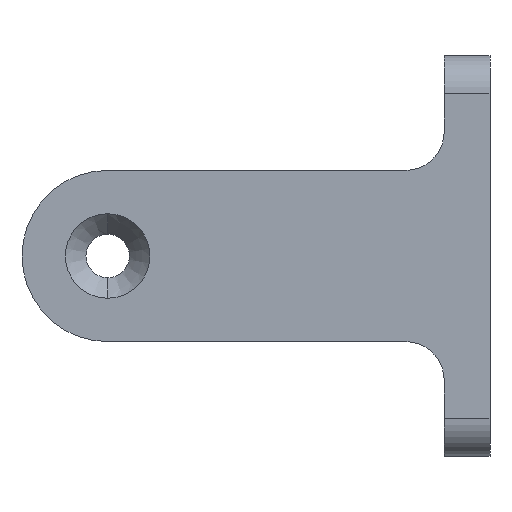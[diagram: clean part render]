
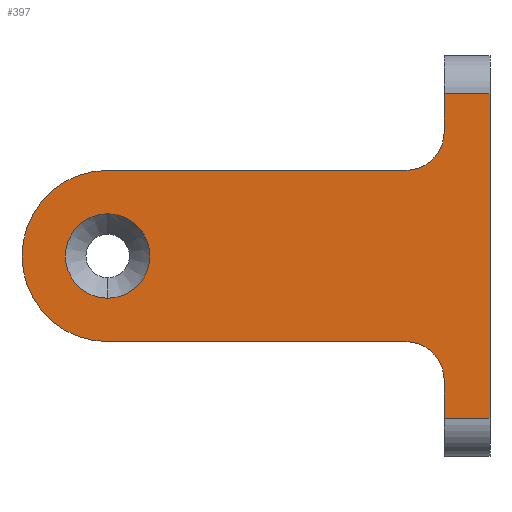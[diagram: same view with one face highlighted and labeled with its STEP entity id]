
A CAD part, left-side view. The second image highlights one B-rep face of the part: STEP entity #397.
In plain terms, the highlighted planar face has unit normal (-1, 0, 0).
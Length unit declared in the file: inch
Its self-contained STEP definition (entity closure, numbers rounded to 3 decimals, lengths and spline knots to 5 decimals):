
#3 = CARTESIAN_POINT ( 'NONE',  ( -0.655, 0.15, 0.655 ) ) ;
#23 = AXIS2_PLACEMENT_3D ( 'NONE', #619, #1360, #1351 ) ;
#24 = CIRCLE ( 'NONE', #548, 0.125 ) ;
#51 = AXIS2_PLACEMENT_3D ( 'NONE', #1910, #1581, #1358 ) ;
#54 = CARTESIAN_POINT ( 'NONE',  ( -0.655, 0.275, 0.405 ) ) ;
#70 = VECTOR ( 'NONE', #1686, 39.37008 ) ;
#74 = LINE ( 'NONE', #1585, #70 ) ;
#80 = CIRCLE ( 'NONE', #443, 0.138 ) ;
#115 = CARTESIAN_POINT ( 'NONE',  ( -0.655, 1.25, -0.138 ) ) ;
#180 = FACE_BOUND ( 'NONE', #1152, .T. ) ;
#188 = CIRCLE ( 'NONE', #51, 0.28 ) ;
#197 = FACE_OUTER_BOUND ( 'NONE', #966, .T. ) ;
#206 = CARTESIAN_POINT ( 'NONE',  ( -0.655, 0.15, 0.655 ) ) ;
#308 = CARTESIAN_POINT ( 'NONE',  ( -0.655, 0.15, 0.53033 ) ) ;
#352 = DIRECTION ( 'NONE',  ( 0., 0., 1. ) ) ;
#394 = EDGE_CURVE ( 'NONE', #1112, #1731, #188, .T. ) ;
#397 = ADVANCED_FACE ( 'NONE', ( #197, #180 ), #1080, .F. ) ;
#402 = CARTESIAN_POINT ( 'NONE',  ( -0.655, 0.275, -0.405 ) ) ;
#405 = DIRECTION ( 'NONE',  ( 1., 0., 0. ) ) ;
#407 = DIRECTION ( 'NONE',  ( 0., 0., -1. ) ) ;
#413 = VERTEX_POINT ( 'NONE', #1367 ) ;
#443 = AXIS2_PLACEMENT_3D ( 'NONE', #1490, #1699, #1676 ) ;
#491 = CARTESIAN_POINT ( 'NONE',  ( -0.655, 0.15, -0.405 ) ) ;
#520 = DIRECTION ( 'NONE',  ( 0., 0., 1. ) ) ;
#524 = ORIENTED_EDGE ( 'NONE', *, *, #1173, .T. ) ;
#532 = CARTESIAN_POINT ( 'NONE',  ( -0.655, 1.25, 0. ) ) ;
#539 = DIRECTION ( 'NONE',  ( -1., 0., 0. ) ) ;
#541 = DIRECTION ( 'NONE',  ( 0., 0., 1. ) ) ;
#542 = CARTESIAN_POINT ( 'NONE',  ( -0.655, 1.25, 0.28 ) ) ;
#545 = ORIENTED_EDGE ( 'NONE', *, *, #1343, .F. ) ;
#548 = AXIS2_PLACEMENT_3D ( 'NONE', #402, #405, #407 ) ;
#561 = DIRECTION ( 'NONE',  ( 0., 1., 0. ) ) ;
#570 = AXIS2_PLACEMENT_3D ( 'NONE', #532, #539, #541 ) ;
#591 = ORIENTED_EDGE ( 'NONE', *, *, #1484, .T. ) ;
#599 = ORIENTED_EDGE ( 'NONE', *, *, #1636, .T. ) ;
#606 = VERTEX_POINT ( 'NONE', #956 ) ;
#608 = ORIENTED_EDGE ( 'NONE', *, *, #394, .T. ) ;
#612 = ORIENTED_EDGE ( 'NONE', *, *, #683, .T. ) ;
#619 = CARTESIAN_POINT ( 'NONE',  ( -0.655, 0.15, 0.655 ) ) ;
#624 = ORIENTED_EDGE ( 'NONE', *, *, #809, .T. ) ;
#629 = ORIENTED_EDGE ( 'NONE', *, *, #1355, .F. ) ;
#632 = ORIENTED_EDGE ( 'NONE', *, *, #1648, .F. ) ;
#641 = ORIENTED_EDGE ( 'NONE', *, *, #1274, .T. ) ;
#646 = ORIENTED_EDGE ( 'NONE', *, *, #893, .F. ) ;
#679 = EDGE_CURVE ( 'NONE', #1639, #1065, #80, .T. ) ;
#680 = ORIENTED_EDGE ( 'NONE', *, *, #679, .F. ) ;
#683 = EDGE_CURVE ( 'NONE', #1731, #1650, #74, .T. ) ;
#734 = CARTESIAN_POINT ( 'NONE',  ( -0.655, 0., -0.53033 ) ) ;
#742 = CARTESIAN_POINT ( 'NONE',  ( -0.655, 1.25, 0.138 ) ) ;
#781 = VERTEX_POINT ( 'NONE', #308 ) ;
#786 = AXIS2_PLACEMENT_3D ( 'NONE', #54, #1939, #1238 ) ;
#809 = EDGE_CURVE ( 'NONE', #1650, #860, #24, .T. ) ;
#815 = CARTESIAN_POINT ( 'NONE',  ( -0.655, 0.15, 0.28 ) ) ;
#829 = DIRECTION ( 'NONE',  ( 0., 1., 0. ) ) ;
#860 = VERTEX_POINT ( 'NONE', #491 ) ;
#893 = EDGE_CURVE ( 'NONE', #1065, #1639, #1896, .T. ) ;
#956 = CARTESIAN_POINT ( 'NONE',  ( -0.655, 0.275, 0.28 ) ) ;
#966 = EDGE_LOOP ( 'NONE', ( #524, #545, #591, #599, #608, #612, #624, #629, #632, #641 ) ) ;
#1002 = CARTESIAN_POINT ( 'NONE',  ( -0.655, 0., -0.53033 ) ) ;
#1065 = VERTEX_POINT ( 'NONE', #742 ) ;
#1080 = PLANE ( 'NONE',  #23 ) ;
#1112 = VERTEX_POINT ( 'NONE', #542 ) ;
#1120 = DIRECTION ( 'NONE',  ( 0., 1., 0. ) ) ;
#1141 = VERTEX_POINT ( 'NONE', #734 ) ;
#1145 = CARTESIAN_POINT ( 'NONE',  ( -0.655, 0., 0.655 ) ) ;
#1152 = EDGE_LOOP ( 'NONE', ( #646, #680 ) ) ;
#1173 = EDGE_CURVE ( 'NONE', #413, #781, #1745, .T. ) ;
#1179 = VERTEX_POINT ( 'NONE', #1453 ) ;
#1238 = DIRECTION ( 'NONE',  ( 0., 0., -1. ) ) ;
#1274 = EDGE_CURVE ( 'NONE', #1141, #413, #1641, .T. ) ;
#1294 = VECTOR ( 'NONE', #561, 39.37008 ) ;
#1296 = LINE ( 'NONE', #1002, #1294 ) ;
#1298 = VECTOR ( 'NONE', #829, 39.37008 ) ;
#1301 = LINE ( 'NONE', #815, #1298 ) ;
#1343 = EDGE_CURVE ( 'NONE', #1179, #781, #1595, .T. ) ;
#1344 = DIRECTION ( 'NONE',  ( 0., 0., 1. ) ) ;
#1351 = DIRECTION ( 'NONE',  ( 0., 0., -1. ) ) ;
#1355 = EDGE_CURVE ( 'NONE', #1692, #860, #1594, .T. ) ;
#1358 = DIRECTION ( 'NONE',  ( 0., 0., -1. ) ) ;
#1360 = DIRECTION ( 'NONE',  ( 1., 0., 0. ) ) ;
#1367 = CARTESIAN_POINT ( 'NONE',  ( -0.655, 0., 0.53033 ) ) ;
#1433 = CIRCLE ( 'NONE', #786, 0.125 ) ;
#1453 = CARTESIAN_POINT ( 'NONE',  ( -0.655, 0.15, 0.405 ) ) ;
#1484 = EDGE_CURVE ( 'NONE', #1179, #606, #1433, .T. ) ;
#1490 = CARTESIAN_POINT ( 'NONE',  ( -0.655, 1.25, 0. ) ) ;
#1542 = CARTESIAN_POINT ( 'NONE',  ( -0.655, 0.15, -0.53033 ) ) ;
#1567 = CARTESIAN_POINT ( 'NONE',  ( -0.655, 1.25, -0.28 ) ) ;
#1581 = DIRECTION ( 'NONE',  ( -1., 0., 0. ) ) ;
#1585 = CARTESIAN_POINT ( 'NONE',  ( -0.655, 1.25, -0.28 ) ) ;
#1588 = VECTOR ( 'NONE', #352, 39.37008 ) ;
#1591 = VECTOR ( 'NONE', #1344, 39.37008 ) ;
#1594 = LINE ( 'NONE', #3, #1588 ) ;
#1595 = LINE ( 'NONE', #206, #1591 ) ;
#1636 = EDGE_CURVE ( 'NONE', #606, #1112, #1301, .T. ) ;
#1639 = VERTEX_POINT ( 'NONE', #115 ) ;
#1640 = VECTOR ( 'NONE', #520, 39.37008 ) ;
#1641 = LINE ( 'NONE', #1145, #1640 ) ;
#1648 = EDGE_CURVE ( 'NONE', #1141, #1692, #1296, .T. ) ;
#1650 = VERTEX_POINT ( 'NONE', #1829 ) ;
#1676 = DIRECTION ( 'NONE',  ( 0., 0., 1. ) ) ;
#1686 = DIRECTION ( 'NONE',  ( 0., -1., 0. ) ) ;
#1692 = VERTEX_POINT ( 'NONE', #1542 ) ;
#1699 = DIRECTION ( 'NONE',  ( -1., 0., 0. ) ) ;
#1731 = VERTEX_POINT ( 'NONE', #1567 ) ;
#1742 = VECTOR ( 'NONE', #1120, 39.37008 ) ;
#1745 = LINE ( 'NONE', #1771, #1742 ) ;
#1771 = CARTESIAN_POINT ( 'NONE',  ( -0.655, 0., 0.53033 ) ) ;
#1829 = CARTESIAN_POINT ( 'NONE',  ( -0.655, 0.275, -0.28 ) ) ;
#1896 = CIRCLE ( 'NONE', #570, 0.138 ) ;
#1910 = CARTESIAN_POINT ( 'NONE',  ( -0.655, 1.25, 0. ) ) ;
#1939 = DIRECTION ( 'NONE',  ( 1., 0., 0. ) ) ;
